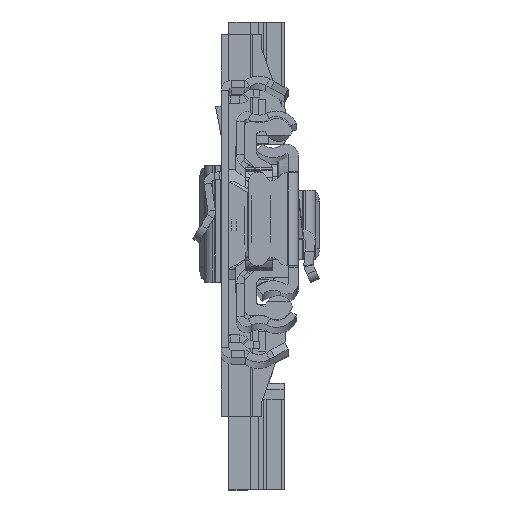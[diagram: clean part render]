
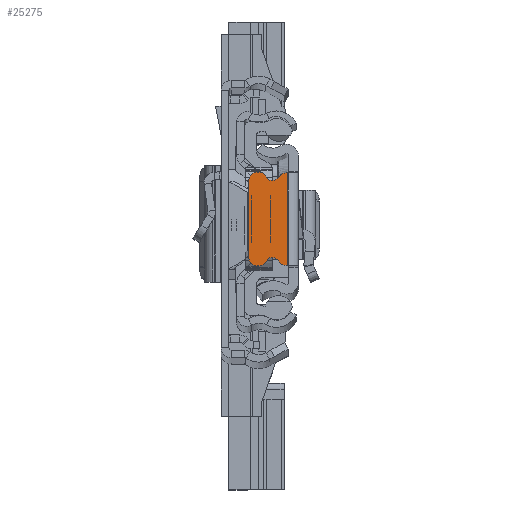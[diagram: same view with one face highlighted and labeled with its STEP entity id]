
A CAD part, top view. The second image highlights one B-rep face of the part: STEP entity #25275.
In plain terms, the highlighted planar face has unit normal (0, 0, 1).
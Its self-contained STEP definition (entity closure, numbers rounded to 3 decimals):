
#1815 = CIRCLE ( 'NONE', #14917, 1.1 ) ;
#2419 = ORIENTED_EDGE ( 'NONE', *, *, #22194, .T. ) ;
#2564 = PLANE ( 'NONE',  #18400 ) ;
#2626 = DIRECTION ( 'NONE',  ( -1., 0., 0. ) ) ;
#3291 = CARTESIAN_POINT ( 'NONE',  ( -7.929, -6., 0. ) ) ;
#3596 = CARTESIAN_POINT ( 'NONE',  ( -1.75, 7.37, 0. ) ) ;
#3714 = VECTOR ( 'NONE', #23760, 1000. ) ;
#4255 = CARTESIAN_POINT ( 'NONE',  ( -5.109, -6.713, 0. ) ) ;
#4469 = CARTESIAN_POINT ( 'NONE',  ( -1.929, -7.37, 0. ) ) ;
#4548 = EDGE_CURVE ( 'NONE', #8542, #13450, #32799, .T. ) ;
#4967 = DIRECTION ( 'NONE',  ( 0., 0., 1. ) ) ;
#5424 = CARTESIAN_POINT ( 'NONE',  ( -4.142, -7.236, 0. ) ) ;
#6103 = VERTEX_POINT ( 'NONE', #4255 ) ;
#6326 = CARTESIAN_POINT ( 'NONE',  ( -1.929, 5.87, 0. ) ) ;
#6666 = ORIENTED_EDGE ( 'NONE', *, *, #27534, .T. ) ;
#6748 = DIRECTION ( 'NONE',  ( 1., 0., 0. ) ) ;
#7184 = ORIENTED_EDGE ( 'NONE', *, *, #4548, .F. ) ;
#7419 = CARTESIAN_POINT ( 'NONE',  ( -3.206, -6.658, 0. ) ) ;
#7767 = EDGE_CURVE ( 'NONE', #16329, #6103, #21075, .T. ) ;
#8033 = ORIENTED_EDGE ( 'NONE', *, *, #14708, .F. ) ;
#8542 = VERTEX_POINT ( 'NONE', #10280 ) ;
#9731 = CARTESIAN_POINT ( 'NONE',  ( -4.142, 7.236, 0. ) ) ;
#9812 = DIRECTION ( 'NONE',  ( 0., -1., 0. ) ) ;
#10014 = VERTEX_POINT ( 'NONE', #3596 ) ;
#10280 = CARTESIAN_POINT ( 'NONE',  ( -1.75, -7.37, 0. ) ) ;
#10319 = ORIENTED_EDGE ( 'NONE', *, *, #25803, .T. ) ;
#10462 = AXIS2_PLACEMENT_3D ( 'NONE', #24215, #36310, #35578 ) ;
#11022 = EDGE_CURVE ( 'NONE', #15039, #10014, #15176, .T. ) ;
#11483 = ORIENTED_EDGE ( 'NONE', *, *, #16685, .T. ) ;
#11557 = CARTESIAN_POINT ( 'NONE',  ( -6.429, -6., 0. ) ) ;
#13450 = VERTEX_POINT ( 'NONE', #22674 ) ;
#14448 = CIRCLE ( 'NONE', #16829, 1.1 ) ;
#14708 = EDGE_CURVE ( 'NONE', #10014, #8542, #25905, .T. ) ;
#14827 = EDGE_CURVE ( 'NONE', #16593, #16329, #21391, .T. ) ;
#14908 = DIRECTION ( 'NONE',  ( -1., 0., 0. ) ) ;
#14917 = AXIS2_PLACEMENT_3D ( 'NONE', #5424, #25019, #2626 ) ;
#15039 = VERTEX_POINT ( 'NONE', #23234 ) ;
#15176 = LINE ( 'NONE', #29515, #3714 ) ;
#15660 = DIRECTION ( 'NONE',  ( -1., 0., 0. ) ) ;
#16329 = VERTEX_POINT ( 'NONE', #3291 ) ;
#16593 = VERTEX_POINT ( 'NONE', #23011 ) ;
#16685 = EDGE_CURVE ( 'NONE', #34628, #28347, #14448, .T. ) ;
#16829 = AXIS2_PLACEMENT_3D ( 'NONE', #9731, #18694, #6748 ) ;
#16911 = ORIENTED_EDGE ( 'NONE', *, *, #7767, .T. ) ;
#17104 = CARTESIAN_POINT ( 'NONE',  ( 644.071, 0., 0. ) ) ;
#18070 = DIRECTION ( 'NONE',  ( 1., 0., 0. ) ) ;
#18400 = AXIS2_PLACEMENT_3D ( 'NONE', #17104, #4967, #25684 ) ;
#18694 = DIRECTION ( 'NONE',  ( 0., 0., -1. ) ) ;
#18971 = CARTESIAN_POINT ( 'NONE',  ( -7.929, -6., 0. ) ) ;
#19932 = AXIS2_PLACEMENT_3D ( 'NONE', #21082, #20543, #29096 ) ;
#20543 = DIRECTION ( 'NONE',  ( 0., 0., 1. ) ) ;
#20706 = DIRECTION ( 'NONE',  ( 0., 0., 1. ) ) ;
#21068 = VECTOR ( 'NONE', #29220, 1000. ) ;
#21075 = CIRCLE ( 'NONE', #34771, 1.5 ) ;
#21082 = CARTESIAN_POINT ( 'NONE',  ( -1.929, -5.87, 0. ) ) ;
#21391 = LINE ( 'NONE', #18971, #27617 ) ;
#22067 = EDGE_CURVE ( 'NONE', #6103, #33606, #1815, .T. ) ;
#22194 = EDGE_CURVE ( 'NONE', #15039, #34628, #25057, .T. ) ;
#22674 = CARTESIAN_POINT ( 'NONE',  ( -1.929, -7.37, 0. ) ) ;
#22693 = FACE_OUTER_BOUND ( 'NONE', #32258, .T. ) ;
#23011 = CARTESIAN_POINT ( 'NONE',  ( -7.929, 6., 0. ) ) ;
#23234 = CARTESIAN_POINT ( 'NONE',  ( -1.929, 7.37, 0. ) ) ;
#23760 = DIRECTION ( 'NONE',  ( 1., 0., 0. ) ) ;
#23895 = CARTESIAN_POINT ( 'NONE',  ( -3.206, 6.658, 0. ) ) ;
#24172 = CIRCLE ( 'NONE', #10462, 1.5 ) ;
#24215 = CARTESIAN_POINT ( 'NONE',  ( -6.429, 6., 0. ) ) ;
#25019 = DIRECTION ( 'NONE',  ( 0., 0., -1. ) ) ;
#25057 = CIRCLE ( 'NONE', #28608, 1.5 ) ;
#25275 = ADVANCED_FACE ( 'NONE', ( #22693 ), #2564, .T. ) ;
#25684 = DIRECTION ( 'NONE',  ( 1., 0., 0. ) ) ;
#25803 = EDGE_CURVE ( 'NONE', #33606, #13450, #34781, .T. ) ;
#25905 = LINE ( 'NONE', #32009, #21068 ) ;
#27534 = EDGE_CURVE ( 'NONE', #28347, #16593, #24172, .T. ) ;
#27617 = VECTOR ( 'NONE', #9812, 1000. ) ;
#27678 = ORIENTED_EDGE ( 'NONE', *, *, #14827, .T. ) ;
#27955 = ORIENTED_EDGE ( 'NONE', *, *, #11022, .F. ) ;
#28347 = VERTEX_POINT ( 'NONE', #31171 ) ;
#28608 = AXIS2_PLACEMENT_3D ( 'NONE', #6326, #20706, #14908 ) ;
#29096 = DIRECTION ( 'NONE',  ( 1., 0., 0. ) ) ;
#29220 = DIRECTION ( 'NONE',  ( 0., -1., 0. ) ) ;
#29515 = CARTESIAN_POINT ( 'NONE',  ( -1.929, 7.37, 0. ) ) ;
#30804 = VECTOR ( 'NONE', #15660, 1000. ) ;
#31171 = CARTESIAN_POINT ( 'NONE',  ( -5.109, 6.713, 0. ) ) ;
#31512 = ORIENTED_EDGE ( 'NONE', *, *, #22067, .T. ) ;
#32009 = CARTESIAN_POINT ( 'NONE',  ( -1.75, 0., 0. ) ) ;
#32258 = EDGE_LOOP ( 'NONE', ( #8033, #27955, #2419, #11483, #6666, #27678, #16911, #31512, #10319, #7184 ) ) ;
#32799 = LINE ( 'NONE', #4469, #30804 ) ;
#33606 = VERTEX_POINT ( 'NONE', #7419 ) ;
#34628 = VERTEX_POINT ( 'NONE', #23895 ) ;
#34663 = DIRECTION ( 'NONE',  ( 0., 0., 1. ) ) ;
#34771 = AXIS2_PLACEMENT_3D ( 'NONE', #11557, #34663, #18070 ) ;
#34781 = CIRCLE ( 'NONE', #19932, 1.5 ) ;
#35578 = DIRECTION ( 'NONE',  ( -1., 0., 0. ) ) ;
#36310 = DIRECTION ( 'NONE',  ( 0., 0., 1. ) ) ;
